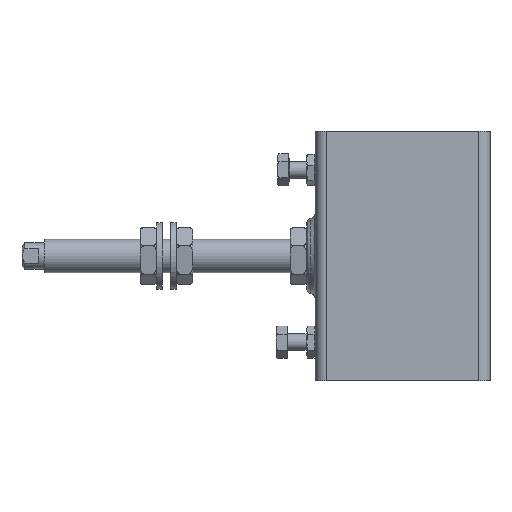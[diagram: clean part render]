
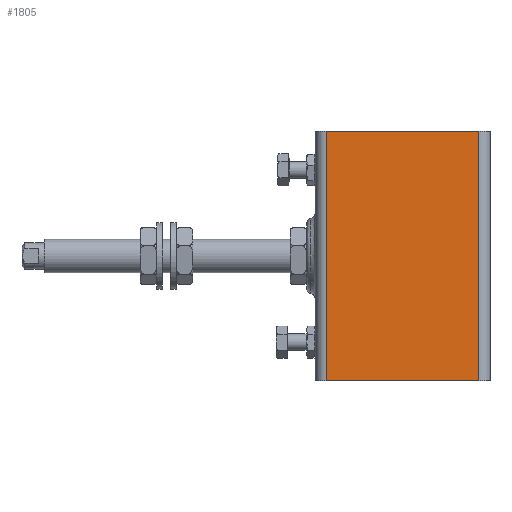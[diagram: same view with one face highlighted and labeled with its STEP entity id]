
A CAD part, left-side view. The second image highlights one B-rep face of the part: STEP entity #1805.
In plain terms, the highlighted planar face has unit normal (-1, 0, 0).
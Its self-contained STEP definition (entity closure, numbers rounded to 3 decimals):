
#183=PLANE('',#2119);
#263=FACE_OUTER_BOUND('',#375,.T.);
#375=EDGE_LOOP('',(#1427,#1428,#1429,#1430));
#460=LINE('',#2842,#585);
#518=LINE('',#3166,#643);
#521=LINE('',#3176,#646);
#522=LINE('',#3178,#647);
#585=VECTOR('',#2285,10.);
#643=VECTOR('',#2481,10.);
#646=VECTOR('',#2494,10.);
#647=VECTOR('',#2497,10.);
#794=VERTEX_POINT('',#2839);
#795=VERTEX_POINT('',#2841);
#861=VERTEX_POINT('',#3163);
#862=VERTEX_POINT('',#3165);
#972=EDGE_CURVE('',#795,#794,#460,.T.);
#1071=EDGE_CURVE('',#862,#861,#518,.T.);
#1077=EDGE_CURVE('',#861,#795,#521,.T.);
#1078=EDGE_CURVE('',#862,#794,#522,.T.);
#1427=ORIENTED_EDGE('',*,*,#972,.T.);
#1428=ORIENTED_EDGE('',*,*,#1078,.F.);
#1429=ORIENTED_EDGE('',*,*,#1071,.T.);
#1430=ORIENTED_EDGE('',*,*,#1077,.T.);
#1805=ADVANCED_FACE('',(#263),#183,.T.);
#2119=AXIS2_PLACEMENT_3D('',#3177,#2495,#2496);
#2285=DIRECTION('',(0.,1.,0.));
#2481=DIRECTION('',(0.,-1.,0.));
#2494=DIRECTION('',(0.,0.,1.));
#2495=DIRECTION('center_axis',(-1.,0.,0.));
#2496=DIRECTION('ref_axis',(0.,0.,1.));
#2497=DIRECTION('',(0.,0.,1.));
#2839=CARTESIAN_POINT('',(-23.5,59.,45.));
#2841=CARTESIAN_POINT('',(-23.5,4.,45.));
#2842=CARTESIAN_POINT('',(-23.5,59.,45.));
#3163=CARTESIAN_POINT('',(-23.5,4.,-45.));
#3165=CARTESIAN_POINT('',(-23.5,59.,-45.));
#3166=CARTESIAN_POINT('',(-23.5,59.,-45.));
#3176=CARTESIAN_POINT('',(-23.5,4.,0.));
#3177=CARTESIAN_POINT('Origin',(-23.5,4.,0.));
#3178=CARTESIAN_POINT('',(-23.5,59.,0.));
